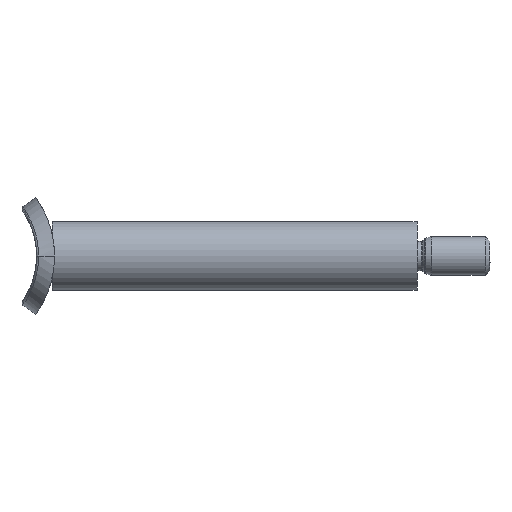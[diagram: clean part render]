
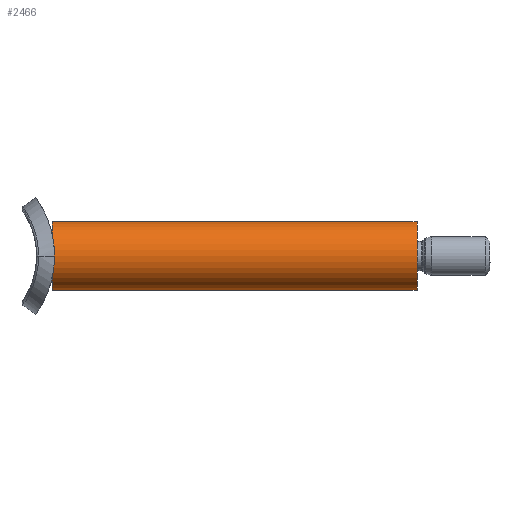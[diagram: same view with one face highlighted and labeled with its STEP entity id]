
A CAD part, left-side view. The second image highlights one B-rep face of the part: STEP entity #2466.
In plain terms, the highlighted cylindrical face has radius 7 mm (diameter 14 mm), a partial arc.
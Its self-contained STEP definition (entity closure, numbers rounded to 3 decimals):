
#9 = ORIENTED_EDGE ( 'NONE', *, *, #9219, .F. ) ;
#1146 = EDGE_CURVE ( 'NONE', #5130, #3481, #1795, .T. ) ;
#1473 = EDGE_CURVE ( 'NONE', #5130, #3166, #4675, .T. ) ;
#1608 = DIRECTION ( 'NONE',  ( 0., -1., 0. ) ) ;
#1795 = CIRCLE ( 'NONE', #7066, 7. ) ;
#2466 = ADVANCED_FACE ( 'NONE', ( #3425 ), #9971, .T. ) ;
#3166 = VERTEX_POINT ( 'NONE', #7109 ) ;
#3425 = FACE_OUTER_BOUND ( 'NONE', #14795, .T. ) ;
#3481 = VERTEX_POINT ( 'NONE', #11455 ) ;
#3910 = CARTESIAN_POINT ( 'NONE',  ( 0., 0., 0. ) ) ;
#3967 = DIRECTION ( 'NONE',  ( 0., -1., 0. ) ) ;
#4223 = VERTEX_POINT ( 'NONE', #5539 ) ;
#4290 = AXIS2_PLACEMENT_3D ( 'NONE', #9015, #9168, #13839 ) ;
#4370 = AXIS2_PLACEMENT_3D ( 'NONE', #3910, #3967, #9880 ) ;
#4675 = LINE ( 'NONE', #10443, #13049 ) ;
#5130 = VERTEX_POINT ( 'NONE', #5297 ) ;
#5297 = CARTESIAN_POINT ( 'NONE',  ( 0., 75., 7. ) ) ;
#5539 = CARTESIAN_POINT ( 'NONE',  ( 0., 0., -7. ) ) ;
#7066 = AXIS2_PLACEMENT_3D ( 'NONE', #10263, #15078, #10422 ) ;
#7109 = CARTESIAN_POINT ( 'NONE',  ( 0., 0., 7. ) ) ;
#7407 = CARTESIAN_POINT ( 'NONE',  ( 0., 0., -7. ) ) ;
#7432 = LINE ( 'NONE', #7407, #13972 ) ;
#7508 = ORIENTED_EDGE ( 'NONE', *, *, #1473, .F. ) ;
#8086 = DIRECTION ( 'NONE',  ( 0., -1., 0. ) ) ;
#8367 = ORIENTED_EDGE ( 'NONE', *, *, #12844, .T. ) ;
#8511 = ORIENTED_EDGE ( 'NONE', *, *, #1146, .T. ) ;
#9015 = CARTESIAN_POINT ( 'NONE',  ( 0., 0., 0. ) ) ;
#9168 = DIRECTION ( 'NONE',  ( 0., -1., 0. ) ) ;
#9219 = EDGE_CURVE ( 'NONE', #3166, #4223, #13742, .T. ) ;
#9880 = DIRECTION ( 'NONE',  ( 0., 0., -1. ) ) ;
#9971 = CYLINDRICAL_SURFACE ( 'NONE', #4290, 7. ) ;
#10263 = CARTESIAN_POINT ( 'NONE',  ( 0., 75., 0. ) ) ;
#10422 = DIRECTION ( 'NONE',  ( 0., 0., -1. ) ) ;
#10443 = CARTESIAN_POINT ( 'NONE',  ( 0., 0., 7. ) ) ;
#11455 = CARTESIAN_POINT ( 'NONE',  ( 0., 75., -7. ) ) ;
#12844 = EDGE_CURVE ( 'NONE', #3481, #4223, #7432, .T. ) ;
#13049 = VECTOR ( 'NONE', #8086, 1000. ) ;
#13742 = CIRCLE ( 'NONE', #4370, 7. ) ;
#13839 = DIRECTION ( 'NONE',  ( 0., 0., -1. ) ) ;
#13972 = VECTOR ( 'NONE', #1608, 1000. ) ;
#14795 = EDGE_LOOP ( 'NONE', ( #7508, #8511, #8367, #9 ) ) ;
#15078 = DIRECTION ( 'NONE',  ( 0., -1., 0. ) ) ;
